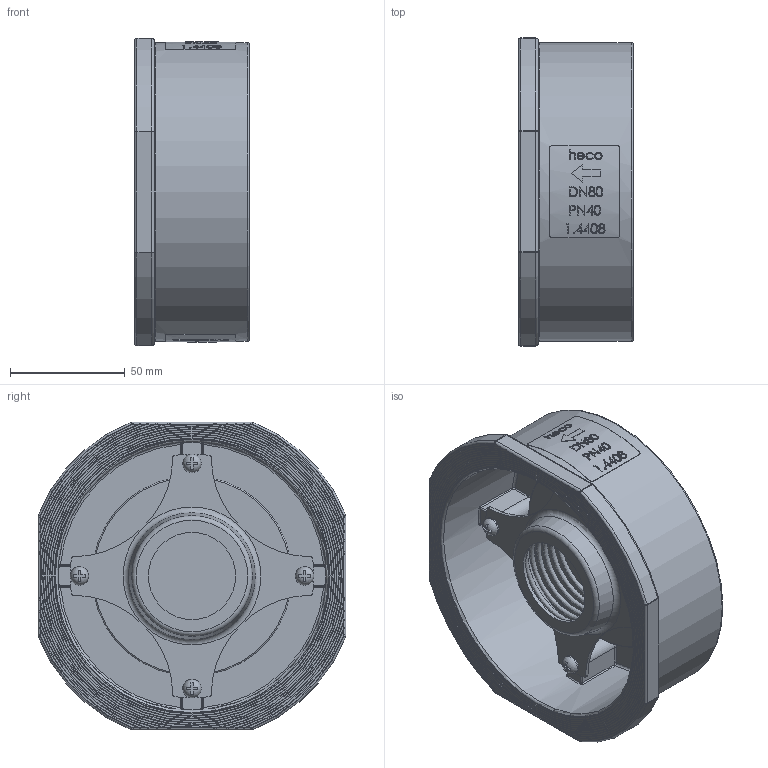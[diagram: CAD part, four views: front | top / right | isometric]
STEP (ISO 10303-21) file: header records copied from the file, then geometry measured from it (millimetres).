
FILE_DESCRIPTION (( 'STEP AP214' ), '1' );
FILE_NAME ('RVZF-080-4 Rückschlagventil Zwischenflansch heco.STEP', '2015-03-26T09:38:59', ( 'test' ), ( '' ), 'SwSTEP 2.0', 'SolidWorks 2011', '' );
FILE_SCHEMA (( 'AUTOMOTIVE_DESIGN' ));
Length unit declared in the file: millimetre
Products named in the file (1): RVZF-080-4 Rückschlagventil Zwischenflansch heco
Bounding box: 50 x 134 x 134 mm (x, y, z)
Volume: 233638.1 mm3; surface area: 89982.2 mm2
Topology: 1 solids, 5 shells, 922 faces, 2371 edges, 1543 vertices
Faces by surface type: plane 389, bspline 283, cylinder 140, torus 92, sphere 16, cone 2
Full cylindrical faces by diameter (mm): 8 x4, 38 x1, 77 x1, 87 x2, 117 x1, 130 x1
Entity records: 50677 total; most frequent: CARTESIAN_POINT 20506, ORIENTED_EDGE 4506, DIRECTION 3312, EDGE_CURVE 2253, VERTEX_POINT 1495, AXIS2_PLACEMENT_3D 1151, EDGE_LOOP 1090, VECTOR 1010
